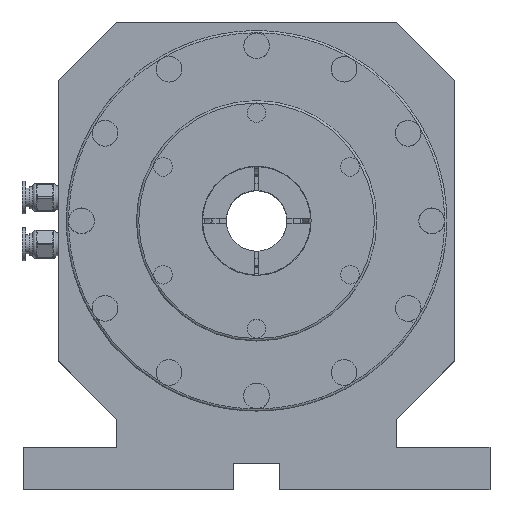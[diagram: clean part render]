
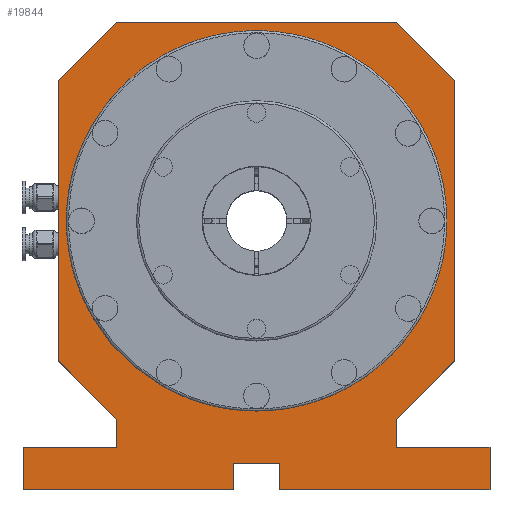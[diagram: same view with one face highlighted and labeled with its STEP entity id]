
A CAD part, top view. The second image highlights one B-rep face of the part: STEP entity #19844.
In plain terms, the highlighted planar face has unit normal (0, 0, 1).
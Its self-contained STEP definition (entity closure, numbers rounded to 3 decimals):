
#219 = ORIENTED_EDGE ( 'NONE', *, *, #21935, .T. ) ;
#262 = CIRCLE ( 'NONE', #1663, 81.5 ) ;
#361 = EDGE_LOOP ( 'NONE', ( #23822, #4459, #27656, #10111, #15525, #741, #12865, #24195, #24436, #18863, #7118, #14191, #13899, #755, #17693, #219, #11346, #8724 ) ) ;
#596 = LINE ( 'NONE', #16156, #17422 ) ;
#741 = ORIENTED_EDGE ( 'NONE', *, *, #11486, .T. ) ;
#755 = ORIENTED_EDGE ( 'NONE', *, *, #24849, .T. ) ;
#766 = CARTESIAN_POINT ( 'NONE',  ( -85., 55., 28.5 ) ) ;
#783 = CARTESIAN_POINT ( 'NONE',  ( -85., 175., 28.5 ) ) ;
#1663 = AXIS2_PLACEMENT_3D ( 'NONE', #1912, #28891, #4311 ) ;
#1669 = CARTESIAN_POINT ( 'NONE',  ( 60., 18., 28.5 ) ) ;
#1912 = CARTESIAN_POINT ( 'NONE',  ( 0., 115., 28.5 ) ) ;
#1975 = LINE ( 'NONE', #17680, #22909 ) ;
#2172 = CARTESIAN_POINT ( 'NONE',  ( 10., 0., 28.5 ) ) ;
#2286 = CARTESIAN_POINT ( 'NONE',  ( -100., 0., 28.5 ) ) ;
#2357 = EDGE_CURVE ( 'NONE', #2369, #2369, #262, .T. ) ;
#2369 = VERTEX_POINT ( 'NONE', #29506 ) ;
#2397 = CARTESIAN_POINT ( 'NONE',  ( -60., 30., 28.5 ) ) ;
#2911 = VECTOR ( 'NONE', #27610, 1000. ) ;
#2960 = EDGE_CURVE ( 'NONE', #12478, #27737, #4230, .T. ) ;
#3038 = EDGE_CURVE ( 'NONE', #22533, #7521, #24907, .T. ) ;
#3289 = VERTEX_POINT ( 'NONE', #16604 ) ;
#3393 = CARTESIAN_POINT ( 'NONE',  ( 85., 55., 28.5 ) ) ;
#3416 = CARTESIAN_POINT ( 'NONE',  ( -60., 200., 28.5 ) ) ;
#3676 = VECTOR ( 'NONE', #11618, 1000. ) ;
#3852 = DIRECTION ( 'NONE',  ( -1., 0., 0. ) ) ;
#3980 = VERTEX_POINT ( 'NONE', #3393 ) ;
#3999 = CARTESIAN_POINT ( 'NONE',  ( -100., 18., 28.5 ) ) ;
#4230 = LINE ( 'NONE', #20059, #23377 ) ;
#4311 = DIRECTION ( 'NONE',  ( 1., 0., 0. ) ) ;
#4459 = ORIENTED_EDGE ( 'NONE', *, *, #8998, .T. ) ;
#4528 = EDGE_CURVE ( 'NONE', #26668, #3980, #5707, .T. ) ;
#4599 = EDGE_CURVE ( 'NONE', #7521, #13003, #25868, .T. ) ;
#4677 = DIRECTION ( 'NONE',  ( -1., 0., 0. ) ) ;
#4889 = CARTESIAN_POINT ( 'NONE',  ( -60., 18., 28.5 ) ) ;
#5105 = LINE ( 'NONE', #14263, #20860 ) ;
#5259 = EDGE_CURVE ( 'NONE', #27737, #26668, #6482, .T. ) ;
#5610 = CARTESIAN_POINT ( 'NONE',  ( 10., 11., 28.5 ) ) ;
#5654 = VERTEX_POINT ( 'NONE', #766 ) ;
#5707 = LINE ( 'NONE', #8105, #11723 ) ;
#6080 = EDGE_CURVE ( 'NONE', #3289, #16353, #22361, .T. ) ;
#6390 = EDGE_CURVE ( 'NONE', #28071, #16234, #596, .T. ) ;
#6482 = LINE ( 'NONE', #18153, #29455 ) ;
#7118 = ORIENTED_EDGE ( 'NONE', *, *, #21347, .T. ) ;
#7413 = CARTESIAN_POINT ( 'NONE',  ( 10., 0., 28.5 ) ) ;
#7485 = CARTESIAN_POINT ( 'NONE',  ( -100., 18., 28.5 ) ) ;
#7521 = VERTEX_POINT ( 'NONE', #5610 ) ;
#8105 = CARTESIAN_POINT ( 'NONE',  ( 60., 30., 28.5 ) ) ;
#8242 = EDGE_CURVE ( 'NONE', #13003, #11657, #27947, .T. ) ;
#8453 = ORIENTED_EDGE ( 'NONE', *, *, #2357, .F. ) ;
#8567 = DIRECTION ( 'NONE',  ( 0.707, -0.707, 0. ) ) ;
#8724 = ORIENTED_EDGE ( 'NONE', *, *, #4599, .T. ) ;
#8820 = LINE ( 'NONE', #16237, #18191 ) ;
#8861 = DIRECTION ( 'NONE',  ( 1., 0., 0. ) ) ;
#8998 = EDGE_CURVE ( 'NONE', #11657, #12478, #19423, .T. ) ;
#9010 = FACE_OUTER_BOUND ( 'NONE', #361, .T. ) ;
#10111 = ORIENTED_EDGE ( 'NONE', *, *, #5259, .T. ) ;
#10347 = CARTESIAN_POINT ( 'NONE',  ( 100., 18., 28.5 ) ) ;
#10610 = EDGE_CURVE ( 'NONE', #16353, #15796, #20234, .T. ) ;
#10671 = DIRECTION ( 'NONE',  ( 0., -1., 0. ) ) ;
#11005 = CARTESIAN_POINT ( 'NONE',  ( 60., 30., 28.5 ) ) ;
#11075 = DIRECTION ( 'NONE',  ( 0., 1., 0. ) ) ;
#11346 = ORIENTED_EDGE ( 'NONE', *, *, #3038, .T. ) ;
#11486 = EDGE_CURVE ( 'NONE', #3980, #19595, #5105, .T. ) ;
#11489 = VECTOR ( 'NONE', #11610, 1000. ) ;
#11610 = DIRECTION ( 'NONE',  ( 1., 0., 0. ) ) ;
#11618 = DIRECTION ( 'NONE',  ( 0., -1., 0. ) ) ;
#11657 = VERTEX_POINT ( 'NONE', #15724 ) ;
#11723 = VECTOR ( 'NONE', #14866, 1000. ) ;
#11929 = EDGE_CURVE ( 'NONE', #28505, #12118, #12853, .T. ) ;
#12118 = VERTEX_POINT ( 'NONE', #7485 ) ;
#12128 = DIRECTION ( 'NONE',  ( 1., 0., 0. ) ) ;
#12478 = VERTEX_POINT ( 'NONE', #10347 ) ;
#12853 = LINE ( 'NONE', #3999, #27626 ) ;
#12865 = ORIENTED_EDGE ( 'NONE', *, *, #16811, .T. ) ;
#12932 = LINE ( 'NONE', #17249, #28215 ) ;
#13003 = VERTEX_POINT ( 'NONE', #2172 ) ;
#13090 = AXIS2_PLACEMENT_3D ( 'NONE', #26659, #20170, #8861 ) ;
#13307 = CARTESIAN_POINT ( 'NONE',  ( 100., 0., 28.5 ) ) ;
#13341 = CARTESIAN_POINT ( 'NONE',  ( -60., 18., 28.5 ) ) ;
#13625 = CARTESIAN_POINT ( 'NONE',  ( -100., 0., 28.5 ) ) ;
#13855 = DIRECTION ( 'NONE',  ( -0.707, 0.707, 0. ) ) ;
#13899 = ORIENTED_EDGE ( 'NONE', *, *, #11929, .T. ) ;
#14191 = ORIENTED_EDGE ( 'NONE', *, *, #23071, .T. ) ;
#14209 = CARTESIAN_POINT ( 'NONE',  ( 10., 11., 28.5 ) ) ;
#14263 = CARTESIAN_POINT ( 'NONE',  ( 85., 55., 28.5 ) ) ;
#14655 = DIRECTION ( 'NONE',  ( 0., -1., 0. ) ) ;
#14866 = DIRECTION ( 'NONE',  ( 0.707, 0.707, 0. ) ) ;
#15525 = ORIENTED_EDGE ( 'NONE', *, *, #4528, .T. ) ;
#15724 = CARTESIAN_POINT ( 'NONE',  ( 100., 0., 28.5 ) ) ;
#15796 = VERTEX_POINT ( 'NONE', #783 ) ;
#16156 = CARTESIAN_POINT ( 'NONE',  ( -10., 0., 28.5 ) ) ;
#16234 = VERTEX_POINT ( 'NONE', #20712 ) ;
#16237 = CARTESIAN_POINT ( 'NONE',  ( -10., 11., 28.5 ) ) ;
#16353 = VERTEX_POINT ( 'NONE', #3416 ) ;
#16567 = DIRECTION ( 'NONE',  ( 1., 0., 0. ) ) ;
#16604 = CARTESIAN_POINT ( 'NONE',  ( 60., 200., 28.5 ) ) ;
#16811 = EDGE_CURVE ( 'NONE', #19595, #3289, #25820, .T. ) ;
#17249 = CARTESIAN_POINT ( 'NONE',  ( -85., 55., 28.5 ) ) ;
#17422 = VECTOR ( 'NONE', #12128, 1000. ) ;
#17680 = CARTESIAN_POINT ( 'NONE',  ( -60., 30., 28.5 ) ) ;
#17693 = ORIENTED_EDGE ( 'NONE', *, *, #6390, .T. ) ;
#18025 = CARTESIAN_POINT ( 'NONE',  ( 85., 175., 28.5 ) ) ;
#18153 = CARTESIAN_POINT ( 'NONE',  ( 60., 18., 28.5 ) ) ;
#18191 = VECTOR ( 'NONE', #11075, 1000. ) ;
#18219 = VERTEX_POINT ( 'NONE', #2397 ) ;
#18446 = CARTESIAN_POINT ( 'NONE',  ( -85., 175., 28.5 ) ) ;
#18448 = LINE ( 'NONE', #2286, #3676 ) ;
#18863 = ORIENTED_EDGE ( 'NONE', *, *, #20512, .T. ) ;
#19423 = LINE ( 'NONE', #13307, #23579 ) ;
#19595 = VERTEX_POINT ( 'NONE', #18025 ) ;
#19844 = ADVANCED_FACE ( 'NONE', ( #20346, #9010 ), #20009, .T. ) ;
#20009 = PLANE ( 'NONE',  #13090 ) ;
#20059 = CARTESIAN_POINT ( 'NONE',  ( 100., 18., 28.5 ) ) ;
#20170 = DIRECTION ( 'NONE',  ( 0., 0., 1. ) ) ;
#20178 = LINE ( 'NONE', #13341, #27825 ) ;
#20234 = LINE ( 'NONE', #18446, #2911 ) ;
#20346 = FACE_BOUND ( 'NONE', #21131, .T. ) ;
#20512 = EDGE_CURVE ( 'NONE', #15796, #5654, #12932, .T. ) ;
#20712 = CARTESIAN_POINT ( 'NONE',  ( -10., 0., 28.5 ) ) ;
#20860 = VECTOR ( 'NONE', #21556, 1000. ) ;
#21131 = EDGE_LOOP ( 'NONE', ( #8453 ) ) ;
#21347 = EDGE_CURVE ( 'NONE', #5654, #18219, #1975, .T. ) ;
#21403 = VECTOR ( 'NONE', #13855, 1000. ) ;
#21556 = DIRECTION ( 'NONE',  ( 0., 1., 0. ) ) ;
#21825 = CARTESIAN_POINT ( 'NONE',  ( -10., 11., 28.5 ) ) ;
#21935 = EDGE_CURVE ( 'NONE', #16234, #22533, #8820, .T. ) ;
#22116 = VECTOR ( 'NONE', #16567, 1000. ) ;
#22361 = LINE ( 'NONE', #22523, #23134 ) ;
#22523 = CARTESIAN_POINT ( 'NONE',  ( -60., 200., 28.5 ) ) ;
#22533 = VERTEX_POINT ( 'NONE', #21825 ) ;
#22909 = VECTOR ( 'NONE', #8567, 1000. ) ;
#23071 = EDGE_CURVE ( 'NONE', #18219, #28505, #20178, .T. ) ;
#23134 = VECTOR ( 'NONE', #26884, 1000. ) ;
#23377 = VECTOR ( 'NONE', #4677, 1000. ) ;
#23579 = VECTOR ( 'NONE', #24532, 1000. ) ;
#23822 = ORIENTED_EDGE ( 'NONE', *, *, #8242, .T. ) ;
#24195 = ORIENTED_EDGE ( 'NONE', *, *, #6080, .T. ) ;
#24436 = ORIENTED_EDGE ( 'NONE', *, *, #10610, .T. ) ;
#24532 = DIRECTION ( 'NONE',  ( 0., 1., 0. ) ) ;
#24849 = EDGE_CURVE ( 'NONE', #12118, #28071, #18448, .T. ) ;
#24907 = LINE ( 'NONE', #29253, #11489 ) ;
#25820 = LINE ( 'NONE', #27629, #21403 ) ;
#25868 = LINE ( 'NONE', #14209, #28360 ) ;
#26558 = DIRECTION ( 'NONE',  ( 0., -1., 0. ) ) ;
#26659 = CARTESIAN_POINT ( 'NONE',  ( 0., 0., 28.5 ) ) ;
#26668 = VERTEX_POINT ( 'NONE', #11005 ) ;
#26884 = DIRECTION ( 'NONE',  ( -1., 0., 0. ) ) ;
#27610 = DIRECTION ( 'NONE',  ( -0.707, -0.707, 0. ) ) ;
#27626 = VECTOR ( 'NONE', #3852, 1000. ) ;
#27629 = CARTESIAN_POINT ( 'NONE',  ( 85., 175., 28.5 ) ) ;
#27656 = ORIENTED_EDGE ( 'NONE', *, *, #2960, .T. ) ;
#27737 = VERTEX_POINT ( 'NONE', #1669 ) ;
#27825 = VECTOR ( 'NONE', #10671, 1000. ) ;
#27947 = LINE ( 'NONE', #7413, #22116 ) ;
#28071 = VERTEX_POINT ( 'NONE', #13625 ) ;
#28215 = VECTOR ( 'NONE', #26558, 1000. ) ;
#28360 = VECTOR ( 'NONE', #14655, 1000. ) ;
#28505 = VERTEX_POINT ( 'NONE', #4889 ) ;
#28891 = DIRECTION ( 'NONE',  ( 0., 0., 1. ) ) ;
#29253 = CARTESIAN_POINT ( 'NONE',  ( 10., 11., 28.5 ) ) ;
#29455 = VECTOR ( 'NONE', #29565, 1000. ) ;
#29506 = CARTESIAN_POINT ( 'NONE',  ( 81.5, 115., 28.5 ) ) ;
#29565 = DIRECTION ( 'NONE',  ( 0., 1., 0. ) ) ;
